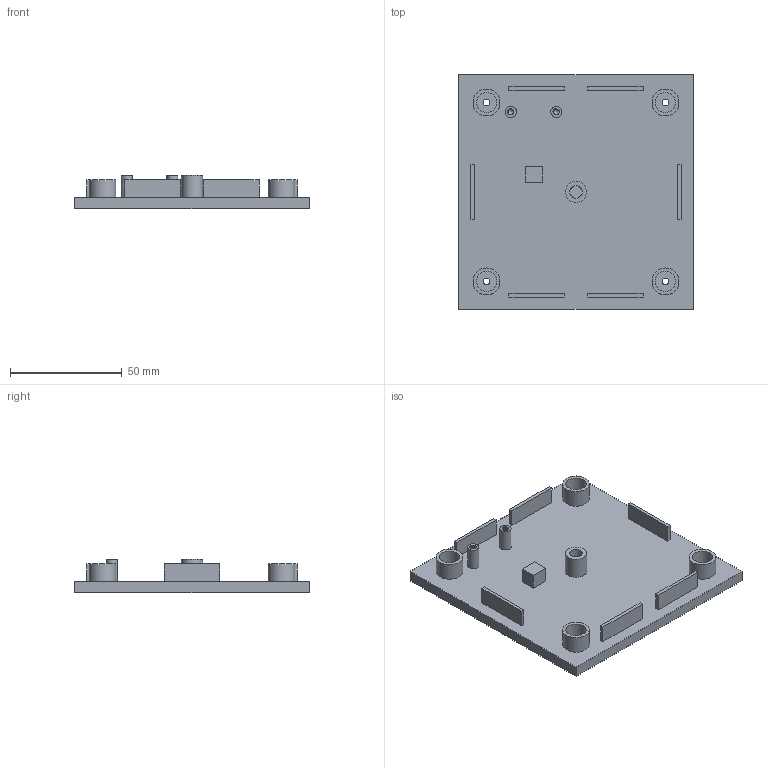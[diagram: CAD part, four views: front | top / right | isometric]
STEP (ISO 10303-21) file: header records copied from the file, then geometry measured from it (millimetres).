
FILE_DESCRIPTION(('FreeCAD Model'),'2;1');
FILE_NAME('Open CASCADE Shape Model','2023-09-13T08:47:22',(''),(''), 'Open CASCADE STEP processor 7.6','FreeCAD','Unknown');
FILE_SCHEMA(('AUTOMOTIVE_DESIGN { 1 0 10303 214 1 1 1 1 }'));
Length unit declared in the file: millimetre
Products named in the file (1): Cuerpo
Bounding box: 105 x 105 x 15 mm (x, y, z)
Volume: 59507.1 mm3; surface area: 30097.8 mm2
Topology: 1 solids, 1 shells, 169 faces, 350 edges, 206 vertices
Faces by surface type: bspline 66, plane 59, cylinder 42, cone 2
Full cylindrical faces by diameter (mm): 2.52 x20, 3 x4, 4 x4, 5 x2, 5.5 x1, 9 x4, 9.5 x1, 12 x4
Entity records: 10936 total; most frequent: CARTESIAN_POINT 7830, ORIENTED_EDGE 696, DIRECTION 444, EDGE_CURVE 348, VERTEX_POINT 206, FACE_BOUND 202, EDGE_LOOP 202, ADVANCED_FACE 169
